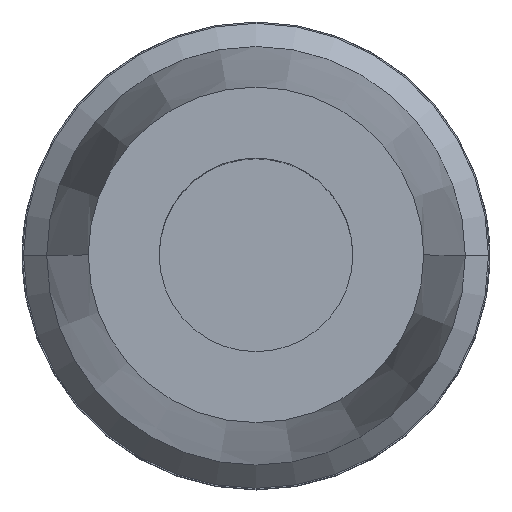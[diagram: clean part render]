
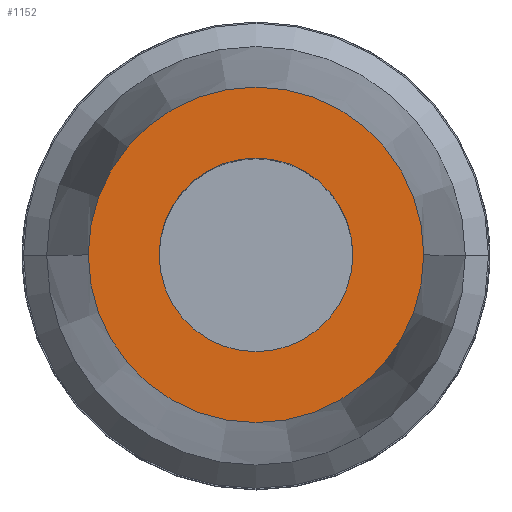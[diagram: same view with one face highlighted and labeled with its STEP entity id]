
A CAD part, top view. The second image highlights one B-rep face of the part: STEP entity #1152.
In plain terms, the highlighted planar face has unit normal (0, 0, 1).
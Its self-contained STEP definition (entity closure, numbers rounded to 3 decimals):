
#50 = AXIS2_PLACEMENT_3D ( 'NONE', #1584, #228, #343 ) ;
#96 = CARTESIAN_POINT ( 'NONE',  ( 9.525, 0., 76.2 ) ) ;
#99 = PLANE ( 'NONE',  #722 ) ;
#175 = AXIS2_PLACEMENT_3D ( 'NONE', #1278, #1505, #1403 ) ;
#215 = ORIENTED_EDGE ( 'NONE', *, *, #801, .F. ) ;
#218 = CARTESIAN_POINT ( 'NONE',  ( 16.5, 0., 76.2 ) ) ;
#228 = DIRECTION ( 'NONE',  ( 0., 0., -1. ) ) ;
#251 = CIRCLE ( 'NONE', #1272, 9.525 ) ;
#303 = CIRCLE ( 'NONE', #1183, 16.5 ) ;
#305 = ORIENTED_EDGE ( 'NONE', *, *, #1286, .T. ) ;
#310 = VERTEX_POINT ( 'NONE', #1495 ) ;
#319 = ORIENTED_EDGE ( 'NONE', *, *, #1117, .T. ) ;
#343 = DIRECTION ( 'NONE',  ( -1., 0., 0. ) ) ;
#415 = CARTESIAN_POINT ( 'NONE',  ( -9.525, 0., 76.2 ) ) ;
#420 = CIRCLE ( 'NONE', #175, 16.5 ) ;
#453 = DIRECTION ( 'NONE',  ( 0., 0., -1. ) ) ;
#487 = DIRECTION ( 'NONE',  ( 0., 0., 1. ) ) ;
#551 = EDGE_LOOP ( 'NONE', ( #1185, #215 ) ) ;
#618 = FACE_BOUND ( 'NONE', #1557, .T. ) ;
#625 = EDGE_CURVE ( 'NONE', #310, #1367, #303, .T. ) ;
#692 = CARTESIAN_POINT ( 'NONE',  ( 0., 0., 76.2 ) ) ;
#719 = DIRECTION ( 'NONE',  ( 1., 0., 0. ) ) ;
#722 = AXIS2_PLACEMENT_3D ( 'NONE', #1579, #487, #719 ) ;
#801 = EDGE_CURVE ( 'NONE', #1367, #310, #420, .T. ) ;
#806 = DIRECTION ( 'NONE',  ( -1., 0., 0. ) ) ;
#813 = DIRECTION ( 'NONE',  ( -1., 0., 0. ) ) ;
#1057 = CARTESIAN_POINT ( 'NONE',  ( 0., 0., 76.2 ) ) ;
#1117 = EDGE_CURVE ( 'NONE', #1408, #1420, #1316, .T. ) ;
#1152 = ADVANCED_FACE ( 'NONE', ( #618, #1568 ), #99, .T. ) ;
#1183 = AXIS2_PLACEMENT_3D ( 'NONE', #692, #1556, #813 ) ;
#1185 = ORIENTED_EDGE ( 'NONE', *, *, #625, .F. ) ;
#1272 = AXIS2_PLACEMENT_3D ( 'NONE', #1057, #453, #806 ) ;
#1278 = CARTESIAN_POINT ( 'NONE',  ( 0., 0., 76.2 ) ) ;
#1286 = EDGE_CURVE ( 'NONE', #1420, #1408, #251, .T. ) ;
#1316 = CIRCLE ( 'NONE', #50, 9.525 ) ;
#1367 = VERTEX_POINT ( 'NONE', #218 ) ;
#1403 = DIRECTION ( 'NONE',  ( -1., 0., 0. ) ) ;
#1408 = VERTEX_POINT ( 'NONE', #415 ) ;
#1420 = VERTEX_POINT ( 'NONE', #96 ) ;
#1495 = CARTESIAN_POINT ( 'NONE',  ( -16.5, 0., 76.2 ) ) ;
#1505 = DIRECTION ( 'NONE',  ( 0., 0., -1. ) ) ;
#1556 = DIRECTION ( 'NONE',  ( 0., 0., -1. ) ) ;
#1557 = EDGE_LOOP ( 'NONE', ( #319, #305 ) ) ;
#1568 = FACE_OUTER_BOUND ( 'NONE', #551, .T. ) ;
#1579 = CARTESIAN_POINT ( 'NONE',  ( 0., 16.5, 76.2 ) ) ;
#1584 = CARTESIAN_POINT ( 'NONE',  ( 0., 0., 76.2 ) ) ;
